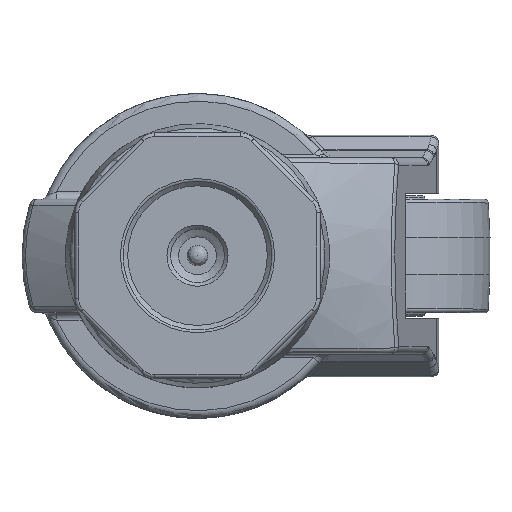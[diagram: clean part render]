
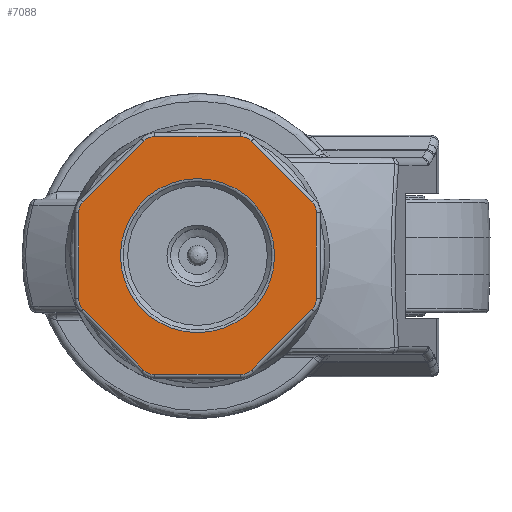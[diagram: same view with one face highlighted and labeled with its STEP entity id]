
A CAD part, top view. The second image highlights one B-rep face of the part: STEP entity #7088.
In plain terms, the highlighted planar face has unit normal (0, 0, 1).
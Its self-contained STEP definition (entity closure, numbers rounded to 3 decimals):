
#5154=CARTESIAN_POINT('',(11.208,157.82,48.35));
#5155=VERTEX_POINT('',#5154);
#5156=CARTESIAN_POINT('',(31.622,157.82,48.35));
#5157=DIRECTION('',(0.0,0.0,1.0));
#5158=DIRECTION('',(-1.0,0.0,0.0));
#5159=AXIS2_PLACEMENT_3D('',#5156,#5157,#5158);
#5160=CIRCLE('',#5159,20.414);
#5161=EDGE_CURVE('',#5155,#5155,#5160,.T.);
#6185=CARTESIAN_POINT('',(20.231,189.32,48.35));
#6186=VERTEX_POINT('',#6185);
#6194=CARTESIAN_POINT('',(43.013,189.32,48.35));
#6195=VERTEX_POINT('',#6194);
#6196=CARTESIAN_POINT('',(20.231,189.32,48.35));
#6197=DIRECTION('',(1.0,0.0,0.0));
#6198=VECTOR('',#6197,22.782);
#6199=LINE('',#6196,#6198);
#6200=EDGE_CURVE('',#6186,#6195,#6199,.T.);
#6261=CARTESIAN_POINT('',(45.841,188.149,48.35));
#6262=VERTEX_POINT('',#6261);
#6270=CARTESIAN_POINT('',(61.95,172.04,48.35));
#6271=VERTEX_POINT('',#6270);
#6272=CARTESIAN_POINT('',(45.841,188.149,48.35));
#6273=DIRECTION('',(0.707,-0.707,0.0));
#6274=VECTOR('',#6273,22.782);
#6275=LINE('',#6272,#6274);
#6276=EDGE_CURVE('',#6262,#6271,#6275,.T.);
#6337=CARTESIAN_POINT('',(63.122,169.211,48.35));
#6338=VERTEX_POINT('',#6337);
#6346=CARTESIAN_POINT('',(63.122,146.429,48.35));
#6347=VERTEX_POINT('',#6346);
#6348=CARTESIAN_POINT('',(63.122,169.211,48.35));
#6349=DIRECTION('',(0.0,-1.0,0.0));
#6350=VECTOR('',#6349,22.782);
#6351=LINE('',#6348,#6350);
#6352=EDGE_CURVE('',#6338,#6347,#6351,.T.);
#6377=CARTESIAN_POINT('',(61.95,143.601,48.35));
#6378=VERTEX_POINT('',#6377);
#6388=CARTESIAN_POINT('',(45.841,127.492,48.35));
#6389=VERTEX_POINT('',#6388);
#6390=CARTESIAN_POINT('',(61.95,143.601,48.35));
#6391=DIRECTION('',(-0.707,-0.707,0.0));
#6392=VECTOR('',#6391,22.782);
#6393=LINE('',#6390,#6392);
#6394=EDGE_CURVE('',#6378,#6389,#6393,.T.);
#6453=CARTESIAN_POINT('',(1.294,172.04,48.35));
#6454=VERTEX_POINT('',#6453);
#6464=CARTESIAN_POINT('',(17.403,188.149,48.35));
#6465=VERTEX_POINT('',#6464);
#6466=CARTESIAN_POINT('',(1.294,172.04,48.35));
#6467=DIRECTION('',(0.707,0.707,0.0));
#6468=VECTOR('',#6467,22.782);
#6469=LINE('',#6466,#6468);
#6470=EDGE_CURVE('',#6454,#6465,#6469,.T.);
#6578=CARTESIAN_POINT('',(0.122,146.429,48.35));
#6579=VERTEX_POINT('',#6578);
#6589=CARTESIAN_POINT('',(0.122,169.211,48.35));
#6590=VERTEX_POINT('',#6589);
#6591=CARTESIAN_POINT('',(0.122,146.429,48.35));
#6592=DIRECTION('',(0.0,1.0,0.0));
#6593=VECTOR('',#6592,22.782);
#6594=LINE('',#6591,#6593);
#6595=EDGE_CURVE('',#6579,#6590,#6594,.T.);
#6703=CARTESIAN_POINT('',(17.403,127.492,48.35));
#6704=VERTEX_POINT('',#6703);
#6714=CARTESIAN_POINT('',(1.294,143.601,48.35));
#6715=VERTEX_POINT('',#6714);
#6716=CARTESIAN_POINT('',(17.403,127.492,48.35));
#6717=DIRECTION('',(-0.707,0.707,0.0));
#6718=VECTOR('',#6717,22.782);
#6719=LINE('',#6716,#6718);
#6720=EDGE_CURVE('',#6704,#6715,#6719,.T.);
#6828=CARTESIAN_POINT('',(43.013,126.32,48.35));
#6829=VERTEX_POINT('',#6828);
#6839=CARTESIAN_POINT('',(20.231,126.32,48.35));
#6840=VERTEX_POINT('',#6839);
#6841=CARTESIAN_POINT('',(43.013,126.32,48.35));
#6842=DIRECTION('',(-1.0,0.0,0.0));
#6843=VECTOR('',#6842,22.782);
#6844=LINE('',#6841,#6843);
#6845=EDGE_CURVE('',#6829,#6840,#6844,.T.);
#6972=CARTESIAN_POINT('',(43.013,130.32,48.35));
#6973=DIRECTION('',(0.0,0.0,-1.0));
#6974=DIRECTION('',(0.383,-0.924,0.0));
#6975=AXIS2_PLACEMENT_3D('',#6972,#6973,#6974);
#6976=CIRCLE('',#6975,4.);
#6977=EDGE_CURVE('',#6389,#6829,#6976,.T.);
#7020=CARTESIAN_POINT('',(31.622,157.82,48.35));
#7021=DIRECTION('',(0.0,0.0,1.0));
#7022=DIRECTION('',(1.0,0.0,0.0));
#7023=AXIS2_PLACEMENT_3D('',#7020,#7021,#7022);
#7024=PLANE('',#7023);
#7025=ORIENTED_EDGE('',*,*,#6977,.F.);
#7026=ORIENTED_EDGE('',*,*,#6394,.F.);
#7027=CARTESIAN_POINT('',(59.122,146.429,48.35));
#7028=DIRECTION('',(0.0,0.0,-1.0));
#7029=DIRECTION('',(0.924,-0.383,0.0));
#7030=AXIS2_PLACEMENT_3D('',#7027,#7028,#7029);
#7031=CIRCLE('',#7030,4.);
#7032=EDGE_CURVE('',#6347,#6378,#7031,.T.);
#7033=ORIENTED_EDGE('',*,*,#7032,.F.);
#7034=ORIENTED_EDGE('',*,*,#6352,.F.);
#7035=CARTESIAN_POINT('',(59.122,169.211,48.35));
#7036=DIRECTION('',(0.0,0.0,-1.0));
#7037=DIRECTION('',(0.924,0.383,0.0));
#7038=AXIS2_PLACEMENT_3D('',#7035,#7036,#7037);
#7039=CIRCLE('',#7038,4.);
#7040=EDGE_CURVE('',#6271,#6338,#7039,.T.);
#7041=ORIENTED_EDGE('',*,*,#7040,.F.);
#7042=ORIENTED_EDGE('',*,*,#6276,.F.);
#7043=CARTESIAN_POINT('',(43.013,185.32,48.35));
#7044=DIRECTION('',(0.0,0.0,-1.));
#7045=DIRECTION('',(0.383,0.924,0.0));
#7046=AXIS2_PLACEMENT_3D('',#7043,#7044,#7045);
#7047=CIRCLE('',#7046,4.);
#7048=EDGE_CURVE('',#6195,#6262,#7047,.T.);
#7049=ORIENTED_EDGE('',*,*,#7048,.F.);
#7050=ORIENTED_EDGE('',*,*,#6200,.F.);
#7051=CARTESIAN_POINT('',(20.231,185.32,48.35));
#7052=DIRECTION('',(0.0,0.0,-1.));
#7053=DIRECTION('',(-0.383,0.924,0.0));
#7054=AXIS2_PLACEMENT_3D('',#7051,#7052,#7053);
#7055=CIRCLE('',#7054,4.);
#7056=EDGE_CURVE('',#6465,#6186,#7055,.T.);
#7057=ORIENTED_EDGE('',*,*,#7056,.F.);
#7058=ORIENTED_EDGE('',*,*,#6470,.F.);
#7059=CARTESIAN_POINT('',(4.122,169.211,48.35));
#7060=DIRECTION('',(0.0,0.0,-1.0));
#7061=DIRECTION('',(-0.924,0.383,0.0));
#7062=AXIS2_PLACEMENT_3D('',#7059,#7060,#7061);
#7063=CIRCLE('',#7062,4.);
#7064=EDGE_CURVE('',#6590,#6454,#7063,.T.);
#7065=ORIENTED_EDGE('',*,*,#7064,.F.);
#7066=ORIENTED_EDGE('',*,*,#6595,.F.);
#7067=CARTESIAN_POINT('',(4.122,146.429,48.35));
#7068=DIRECTION('',(0.0,0.0,-1.));
#7069=DIRECTION('',(-0.924,-0.383,0.0));
#7070=AXIS2_PLACEMENT_3D('',#7067,#7068,#7069);
#7071=CIRCLE('',#7070,4.);
#7072=EDGE_CURVE('',#6715,#6579,#7071,.T.);
#7073=ORIENTED_EDGE('',*,*,#7072,.F.);
#7074=ORIENTED_EDGE('',*,*,#6720,.F.);
#7075=CARTESIAN_POINT('',(20.231,130.32,48.35));
#7076=DIRECTION('',(0.0,0.0,-1.0));
#7077=DIRECTION('',(-0.383,-0.924,0.0));
#7078=AXIS2_PLACEMENT_3D('',#7075,#7076,#7077);
#7079=CIRCLE('',#7078,4.);
#7080=EDGE_CURVE('',#6840,#6704,#7079,.T.);
#7081=ORIENTED_EDGE('',*,*,#7080,.F.);
#7082=ORIENTED_EDGE('',*,*,#6845,.F.);
#7083=EDGE_LOOP('',(#7025,#7026,#7033,#7034,#7041,#7042,#7049,#7050,#7057,#7058,#7065,#7066,#7073,#7074,#7081,#7082));
#7084=FACE_OUTER_BOUND('',#7083,.T.);
#7085=ORIENTED_EDGE('',*,*,#5161,.F.);
#7086=EDGE_LOOP('',(#7085));
#7087=FACE_BOUND('',#7086,.T.);
#7088=ADVANCED_FACE('',(#7084,#7087),#7024,.T.);
